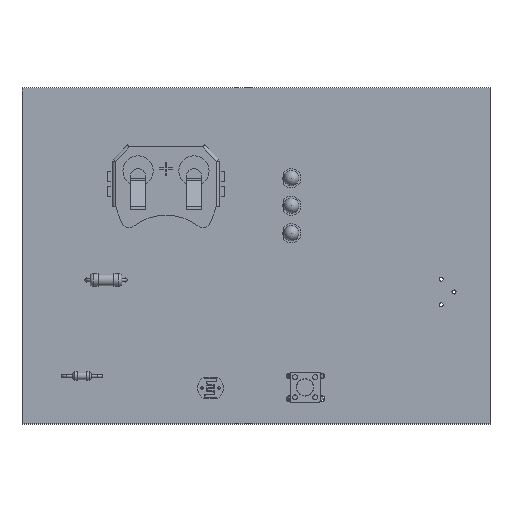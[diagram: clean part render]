
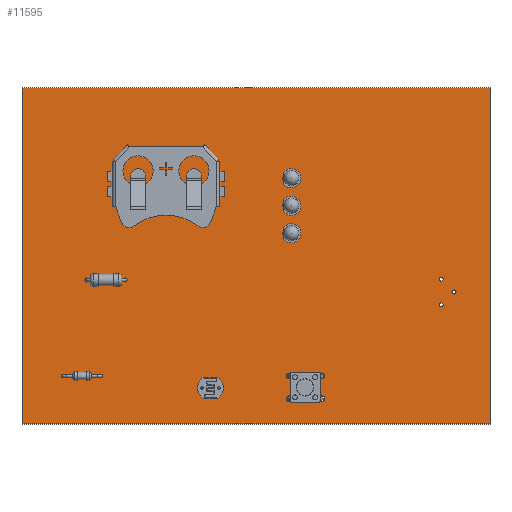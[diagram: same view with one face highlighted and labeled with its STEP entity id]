
A CAD part, top view. The second image highlights one B-rep face of the part: STEP entity #11595.
In plain terms, the highlighted planar face has unit normal (0, 0, 1).
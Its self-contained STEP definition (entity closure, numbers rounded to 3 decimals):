
#11274 = VERTEX_POINT('',#11275);
#11275 = CARTESIAN_POINT('',(242.888,-119.063,1.51));
#11281 = EDGE_CURVE('',#11274,#11282,#11284,.T.);
#11282 = VERTEX_POINT('',#11283);
#11283 = CARTESIAN_POINT('',(150.019,-119.063,1.51));
#11284 = LINE('',#11285,#11286);
#11285 = CARTESIAN_POINT('',(242.888,-119.063,1.51));
#11286 = VECTOR('',#11287,1.);
#11287 = DIRECTION('',(-1.,0.,0.));
#11314 = VERTEX_POINT('',#11315);
#11315 = CARTESIAN_POINT('',(242.888,-52.388,1.51));
#11321 = EDGE_CURVE('',#11314,#11274,#11322,.T.);
#11322 = LINE('',#11323,#11324);
#11323 = CARTESIAN_POINT('',(242.888,-52.388,1.51));
#11324 = VECTOR('',#11325,1.);
#11325 = DIRECTION('',(0.,-1.,0.));
#11343 = EDGE_CURVE('',#11282,#11344,#11346,.T.);
#11344 = VERTEX_POINT('',#11345);
#11345 = CARTESIAN_POINT('',(150.019,-52.388,1.51));
#11346 = LINE('',#11347,#11348);
#11347 = CARTESIAN_POINT('',(150.019,-119.063,1.51));
#11348 = VECTOR('',#11349,1.);
#11349 = DIRECTION('',(0.,1.,0.));
#11595 = ADVANCED_FACE('',(#11596,#11607,#11618,#11629,#11640,#11651,
    #11662,#11673,#11684,#11695,#11706,#11717,#11728,#11739,#11750,
    #11761,#11772,#11783,#11794,#11805),#11816,.T.);
#11596 = FACE_BOUND('',#11597,.T.);
#11597 = EDGE_LOOP('',(#11598,#11599,#11600,#11606));
#11598 = ORIENTED_EDGE('',*,*,#11281,.F.);
#11599 = ORIENTED_EDGE('',*,*,#11321,.F.);
#11600 = ORIENTED_EDGE('',*,*,#11601,.F.);
#11601 = EDGE_CURVE('',#11344,#11314,#11602,.T.);
#11602 = LINE('',#11603,#11604);
#11603 = CARTESIAN_POINT('',(150.019,-52.388,1.51));
#11604 = VECTOR('',#11605,1.);
#11605 = DIRECTION('',(1.,0.,0.));
#11606 = ORIENTED_EDGE('',*,*,#11343,.F.);
#11607 = FACE_BOUND('',#11608,.T.);
#11608 = EDGE_LOOP('',(#11609));
#11609 = ORIENTED_EDGE('',*,*,#11610,.T.);
#11610 = EDGE_CURVE('',#11611,#11611,#11613,.T.);
#11611 = VERTEX_POINT('',#11612);
#11612 = CARTESIAN_POINT('',(158.115,-109.888,1.51));
#11613 = CIRCLE('',#11614,0.35);
#11614 = AXIS2_PLACEMENT_3D('',#11615,#11616,#11617);
#11615 = CARTESIAN_POINT('',(158.115,-109.538,1.51));
#11616 = DIRECTION('',(-0.,0.,-1.));
#11617 = DIRECTION('',(-0.,-1.,0.));
#11618 = FACE_BOUND('',#11619,.T.);
#11619 = EDGE_LOOP('',(#11620));
#11620 = ORIENTED_EDGE('',*,*,#11621,.T.);
#11621 = EDGE_CURVE('',#11622,#11622,#11624,.T.);
#11622 = VERTEX_POINT('',#11623);
#11623 = CARTESIAN_POINT('',(165.735,-109.888,1.51));
#11624 = CIRCLE('',#11625,0.35);
#11625 = AXIS2_PLACEMENT_3D('',#11626,#11627,#11628);
#11626 = CARTESIAN_POINT('',(165.735,-109.538,1.51));
#11627 = DIRECTION('',(-0.,0.,-1.));
#11628 = DIRECTION('',(-0.,-1.,0.));
#11629 = FACE_BOUND('',#11630,.T.);
#11630 = EDGE_LOOP('',(#11631));
#11631 = ORIENTED_EDGE('',*,*,#11632,.T.);
#11632 = EDGE_CURVE('',#11633,#11633,#11635,.T.);
#11633 = VERTEX_POINT('',#11634);
#11634 = CARTESIAN_POINT('',(185.738,-112.319,1.51));
#11635 = CIRCLE('',#11636,0.4);
#11636 = AXIS2_PLACEMENT_3D('',#11637,#11638,#11639);
#11637 = CARTESIAN_POINT('',(185.738,-111.919,1.51));
#11638 = DIRECTION('',(-0.,0.,-1.));
#11639 = DIRECTION('',(-0.,-1.,0.));
#11640 = FACE_BOUND('',#11641,.T.);
#11641 = EDGE_LOOP('',(#11642));
#11642 = ORIENTED_EDGE('',*,*,#11643,.T.);
#11643 = EDGE_CURVE('',#11644,#11644,#11646,.T.);
#11644 = VERTEX_POINT('',#11645);
#11645 = CARTESIAN_POINT('',(189.138,-112.319,1.51));
#11646 = CIRCLE('',#11647,0.4);
#11647 = AXIS2_PLACEMENT_3D('',#11648,#11649,#11650);
#11648 = CARTESIAN_POINT('',(189.138,-111.919,1.51));
#11649 = DIRECTION('',(-0.,0.,-1.));
#11650 = DIRECTION('',(-0.,-1.,0.));
#11651 = FACE_BOUND('',#11652,.T.);
#11652 = EDGE_LOOP('',(#11653));
#11653 = ORIENTED_EDGE('',*,*,#11654,.T.);
#11654 = EDGE_CURVE('',#11655,#11655,#11657,.T.);
#11655 = VERTEX_POINT('',#11656);
#11656 = CARTESIAN_POINT('',(203.05,-114.588,1.51));
#11657 = CIRCLE('',#11658,0.55);
#11658 = AXIS2_PLACEMENT_3D('',#11659,#11660,#11661);
#11659 = CARTESIAN_POINT('',(203.05,-114.038,1.51));
#11660 = DIRECTION('',(-0.,0.,-1.));
#11661 = DIRECTION('',(-0.,-1.,0.));
#11662 = FACE_BOUND('',#11663,.T.);
#11663 = EDGE_LOOP('',(#11664));
#11664 = ORIENTED_EDGE('',*,*,#11665,.T.);
#11665 = EDGE_CURVE('',#11666,#11666,#11668,.T.);
#11666 = VERTEX_POINT('',#11667);
#11667 = CARTESIAN_POINT('',(203.05,-110.088,1.51));
#11668 = CIRCLE('',#11669,0.55);
#11669 = AXIS2_PLACEMENT_3D('',#11670,#11671,#11672);
#11670 = CARTESIAN_POINT('',(203.05,-109.538,1.51));
#11671 = DIRECTION('',(-0.,0.,-1.));
#11672 = DIRECTION('',(-0.,-1.,0.));
#11673 = FACE_BOUND('',#11674,.T.);
#11674 = EDGE_LOOP('',(#11675));
#11675 = ORIENTED_EDGE('',*,*,#11676,.T.);
#11676 = EDGE_CURVE('',#11677,#11677,#11679,.T.);
#11677 = VERTEX_POINT('',#11678);
#11678 = CARTESIAN_POINT('',(209.55,-114.588,1.51));
#11679 = CIRCLE('',#11680,0.55);
#11680 = AXIS2_PLACEMENT_3D('',#11681,#11682,#11683);
#11681 = CARTESIAN_POINT('',(209.55,-114.038,1.51));
#11682 = DIRECTION('',(-0.,0.,-1.));
#11683 = DIRECTION('',(-0.,-1.,0.));
#11684 = FACE_BOUND('',#11685,.T.);
#11685 = EDGE_LOOP('',(#11686));
#11686 = ORIENTED_EDGE('',*,*,#11687,.T.);
#11687 = EDGE_CURVE('',#11688,#11688,#11690,.T.);
#11688 = VERTEX_POINT('',#11689);
#11689 = CARTESIAN_POINT('',(209.55,-110.088,1.51));
#11690 = CIRCLE('',#11691,0.55);
#11691 = AXIS2_PLACEMENT_3D('',#11692,#11693,#11694);
#11692 = CARTESIAN_POINT('',(209.55,-109.538,1.51));
#11693 = DIRECTION('',(-0.,0.,-1.));
#11694 = DIRECTION('',(-0.,-1.,0.));
#11695 = FACE_BOUND('',#11696,.T.);
#11696 = EDGE_LOOP('',(#11697));
#11697 = ORIENTED_EDGE('',*,*,#11698,.T.);
#11698 = EDGE_CURVE('',#11699,#11699,#11701,.T.);
#11699 = VERTEX_POINT('',#11700);
#11700 = CARTESIAN_POINT('',(233.204,-95.809,1.51));
#11701 = CIRCLE('',#11702,0.4);
#11702 = AXIS2_PLACEMENT_3D('',#11703,#11704,#11705);
#11703 = CARTESIAN_POINT('',(233.204,-95.409,1.51));
#11704 = DIRECTION('',(-0.,0.,-1.));
#11705 = DIRECTION('',(-0.,-1.,0.));
#11706 = FACE_BOUND('',#11707,.T.);
#11707 = EDGE_LOOP('',(#11708));
#11708 = ORIENTED_EDGE('',*,*,#11709,.T.);
#11709 = EDGE_CURVE('',#11710,#11710,#11712,.T.);
#11710 = VERTEX_POINT('',#11711);
#11711 = CARTESIAN_POINT('',(235.744,-93.269,1.51));
#11712 = CIRCLE('',#11713,0.4);
#11713 = AXIS2_PLACEMENT_3D('',#11714,#11715,#11716);
#11714 = CARTESIAN_POINT('',(235.744,-92.869,1.51));
#11715 = DIRECTION('',(-0.,0.,-1.));
#11716 = DIRECTION('',(-0.,-1.,0.));
#11717 = FACE_BOUND('',#11718,.T.);
#11718 = EDGE_LOOP('',(#11719));
#11719 = ORIENTED_EDGE('',*,*,#11720,.T.);
#11720 = EDGE_CURVE('',#11721,#11721,#11723,.T.);
#11721 = VERTEX_POINT('',#11722);
#11722 = CARTESIAN_POINT('',(162.878,-90.888,1.51));
#11723 = CIRCLE('',#11724,0.4);
#11724 = AXIS2_PLACEMENT_3D('',#11725,#11726,#11727);
#11725 = CARTESIAN_POINT('',(162.878,-90.488,1.51));
#11726 = DIRECTION('',(-0.,0.,-1.));
#11727 = DIRECTION('',(-0.,-1.,0.));
#11728 = FACE_BOUND('',#11729,.T.);
#11729 = EDGE_LOOP('',(#11730));
#11730 = ORIENTED_EDGE('',*,*,#11731,.T.);
#11731 = EDGE_CURVE('',#11732,#11732,#11734,.T.);
#11732 = VERTEX_POINT('',#11733);
#11733 = CARTESIAN_POINT('',(170.498,-90.888,1.51));
#11734 = CIRCLE('',#11735,0.4);
#11735 = AXIS2_PLACEMENT_3D('',#11736,#11737,#11738);
#11736 = CARTESIAN_POINT('',(170.498,-90.488,1.51));
#11737 = DIRECTION('',(-0.,0.,-1.));
#11738 = DIRECTION('',(-0.,-1.,0.));
#11739 = FACE_BOUND('',#11740,.T.);
#11740 = EDGE_LOOP('',(#11741));
#11741 = ORIENTED_EDGE('',*,*,#11742,.T.);
#11742 = EDGE_CURVE('',#11743,#11743,#11745,.T.);
#11743 = VERTEX_POINT('',#11744);
#11744 = CARTESIAN_POINT('',(202.189,-81.683,1.51));
#11745 = CIRCLE('',#11746,0.45);
#11746 = AXIS2_PLACEMENT_3D('',#11747,#11748,#11749);
#11747 = CARTESIAN_POINT('',(202.189,-81.233,1.51));
#11748 = DIRECTION('',(-0.,0.,-1.));
#11749 = DIRECTION('',(-0.,-1.,0.));
#11750 = FACE_BOUND('',#11751,.T.);
#11751 = EDGE_LOOP('',(#11752));
#11752 = ORIENTED_EDGE('',*,*,#11753,.T.);
#11753 = EDGE_CURVE('',#11754,#11754,#11756,.T.);
#11754 = VERTEX_POINT('',#11755);
#11755 = CARTESIAN_POINT('',(204.729,-81.683,1.51));
#11756 = CIRCLE('',#11757,0.45);
#11757 = AXIS2_PLACEMENT_3D('',#11758,#11759,#11760);
#11758 = CARTESIAN_POINT('',(204.729,-81.233,1.51));
#11759 = DIRECTION('',(-0.,0.,-1.));
#11760 = DIRECTION('',(-0.,-1.,0.));
#11761 = FACE_BOUND('',#11762,.T.);
#11762 = EDGE_LOOP('',(#11763));
#11763 = ORIENTED_EDGE('',*,*,#11764,.T.);
#11764 = EDGE_CURVE('',#11765,#11765,#11767,.T.);
#11765 = VERTEX_POINT('',#11766);
#11766 = CARTESIAN_POINT('',(233.204,-90.729,1.51));
#11767 = CIRCLE('',#11768,0.4);
#11768 = AXIS2_PLACEMENT_3D('',#11769,#11770,#11771);
#11769 = CARTESIAN_POINT('',(233.204,-90.329,1.51));
#11770 = DIRECTION('',(-0.,0.,-1.));
#11771 = DIRECTION('',(-0.,-1.,0.));
#11772 = FACE_BOUND('',#11773,.T.);
#11773 = EDGE_LOOP('',(#11774));
#11774 = ORIENTED_EDGE('',*,*,#11775,.T.);
#11775 = EDGE_CURVE('',#11776,#11776,#11778,.T.);
#11776 = VERTEX_POINT('',#11777);
#11777 = CARTESIAN_POINT('',(202.189,-76.213,1.51));
#11778 = CIRCLE('',#11779,0.45);
#11779 = AXIS2_PLACEMENT_3D('',#11780,#11781,#11782);
#11780 = CARTESIAN_POINT('',(202.189,-75.763,1.51));
#11781 = DIRECTION('',(-0.,0.,-1.));
#11782 = DIRECTION('',(-0.,-1.,0.));
#11783 = FACE_BOUND('',#11784,.T.);
#11784 = EDGE_LOOP('',(#11785));
#11785 = ORIENTED_EDGE('',*,*,#11786,.T.);
#11786 = EDGE_CURVE('',#11787,#11787,#11789,.T.);
#11787 = VERTEX_POINT('',#11788);
#11788 = CARTESIAN_POINT('',(204.729,-76.213,1.51));
#11789 = CIRCLE('',#11790,0.45);
#11790 = AXIS2_PLACEMENT_3D('',#11791,#11792,#11793);
#11791 = CARTESIAN_POINT('',(204.729,-75.763,1.51));
#11792 = DIRECTION('',(-0.,0.,-1.));
#11793 = DIRECTION('',(-0.,-1.,0.));
#11794 = FACE_BOUND('',#11795,.T.);
#11795 = EDGE_LOOP('',(#11796));
#11796 = ORIENTED_EDGE('',*,*,#11797,.T.);
#11797 = EDGE_CURVE('',#11798,#11798,#11800,.T.);
#11798 = VERTEX_POINT('',#11799);
#11799 = CARTESIAN_POINT('',(202.189,-70.743,1.51));
#11800 = CIRCLE('',#11801,0.45);
#11801 = AXIS2_PLACEMENT_3D('',#11802,#11803,#11804);
#11802 = CARTESIAN_POINT('',(202.189,-70.293,1.51));
#11803 = DIRECTION('',(-0.,0.,-1.));
#11804 = DIRECTION('',(-0.,-1.,0.));
#11805 = FACE_BOUND('',#11806,.T.);
#11806 = EDGE_LOOP('',(#11807));
#11807 = ORIENTED_EDGE('',*,*,#11808,.T.);
#11808 = EDGE_CURVE('',#11809,#11809,#11811,.T.);
#11809 = VERTEX_POINT('',#11810);
#11810 = CARTESIAN_POINT('',(204.729,-70.743,1.51));
#11811 = CIRCLE('',#11812,0.45);
#11812 = AXIS2_PLACEMENT_3D('',#11813,#11814,#11815);
#11813 = CARTESIAN_POINT('',(204.729,-70.293,1.51));
#11814 = DIRECTION('',(-0.,0.,-1.));
#11815 = DIRECTION('',(-0.,-1.,0.));
#11816 = PLANE('',#11817);
#11817 = AXIS2_PLACEMENT_3D('',#11818,#11819,#11820);
#11818 = CARTESIAN_POINT('',(0.,0.,1.51));
#11819 = DIRECTION('',(0.,0.,1.));
#11820 = DIRECTION('',(1.,0.,-0.));
